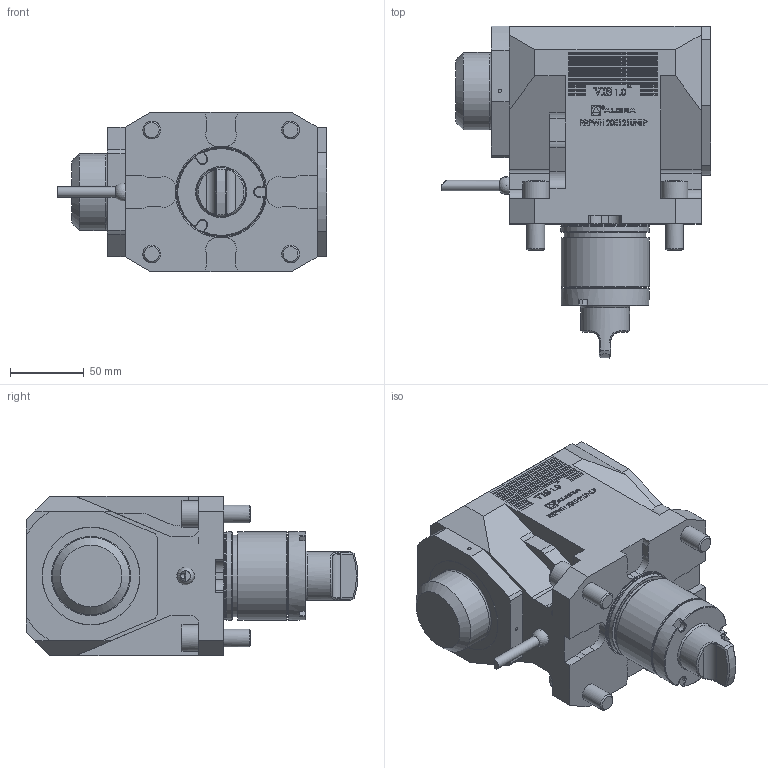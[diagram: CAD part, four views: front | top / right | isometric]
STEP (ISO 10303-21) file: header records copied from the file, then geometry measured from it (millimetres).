
FILE_DESCRIPTION (( 'STEP AP214' ), '1' );
FILE_NAME ('RRPWH20E121UNLP.STEP', '2025-09-02T08:47:22', ( '' ), ( '' ), 'SwSTEP 2.0', 'SolidWorks 2023', '' );
FILE_SCHEMA (( 'AUTOMOTIVE_DESIGN' ));
Length unit declared in the file: millimetre
Products named in the file (1): RRPWH20E121UNLP
Bounding box: 182.5 x 224.8 x 108 mm (x, y, z)
Volume: 2026651.2 mm3; surface area: 125180.8 mm2
Topology: 1 solids, 1 shells, 919 faces, 2389 edges, 1583 vertices
Faces by surface type: plane 635, bspline 137, cylinder 112, cone 25, torus 9, sphere 1
Full cylindrical faces by diameter (mm): 1.7 x1, 2.1 x1, 4 x1, 6.366 x1, 7 x1, 12 x4, 18 x4, 33 x1, 52.3 x1, 55.2 x1, 59.5 x1, 59.7 x1, 59.8 x1, 59.9 x1
Entity records: 38928 total; most frequent: CARTESIAN_POINT 14328, ORIENTED_EDGE 4654, DIRECTION 3745, EDGE_CURVE 2327, VECTOR 1739, LINE 1739, VERTEX_POINT 1566, EDGE_LOOP 1075
